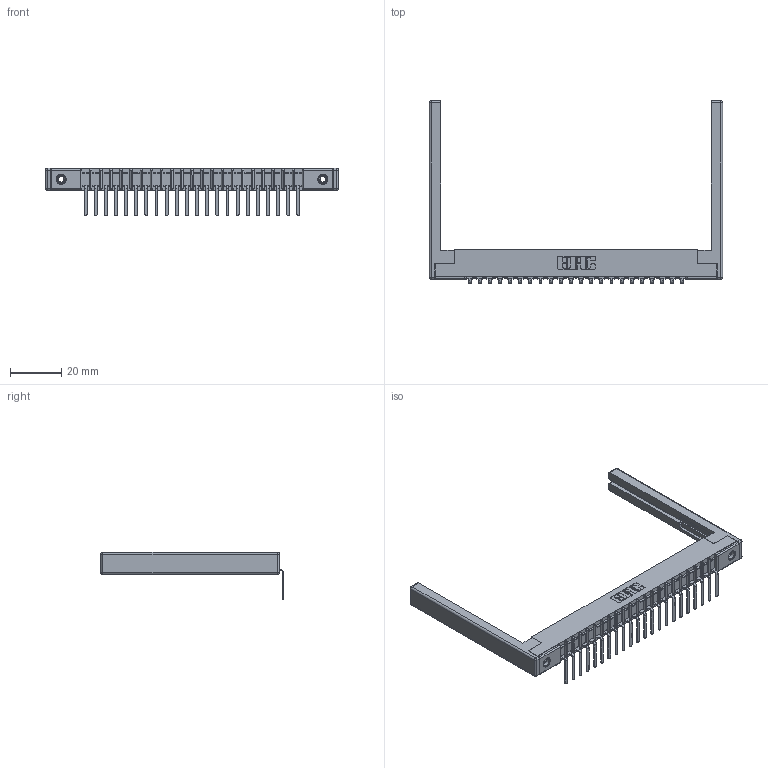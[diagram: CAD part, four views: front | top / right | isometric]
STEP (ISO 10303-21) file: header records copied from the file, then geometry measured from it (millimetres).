
FILE_DESCRIPTION (( 'STEP AP203' ), '1' );
FILE_NAME ('357-022-457-168.STEP', '2020-10-01T09:31:58', ( '' ), ( '' ), 'SwSTEP 2.0', 'SolidWorks 2020', '' );
FILE_SCHEMA (( 'CONFIG_CONTROL_DESIGN' ));
Length unit declared in the file: inch
Products named in the file (5): 345-250-001_345-250-001-102; 307 Part_.156 Dia Mounting Holes; 357-022-457-168; 307-220-068; 307-290-002_557
Assembly tree (27 placements, depth 2):
  357-022-457-168
    307 Part_.156 Dia Mounting Holes
    307-290-002_557  x22
    307-220-068  x2
    345-250-001_345-250-001-102  x2
Bounding box: 114.6 x 71.29 x 18.67 mm (x, y, z)
Volume: 12184.1 mm3; surface area: 18252.6 mm2
Topology: 27 solids, 27 shells, 2011 faces, 6081 edges, 3970 vertices
Faces by surface type: plane 1192, cylinder 749, sphere 54, cone 12, torus 4
Entity records: 24939 total; most frequent: CARTESIAN_POINT 4169, ORIENTED_EDGE 4148, DIRECTION 4078, EDGE_CURVE 2074, VECTOR 1576, LINE 1576, VERTEX_POINT 1342, AXIS2_PLACEMENT_3D 1251
